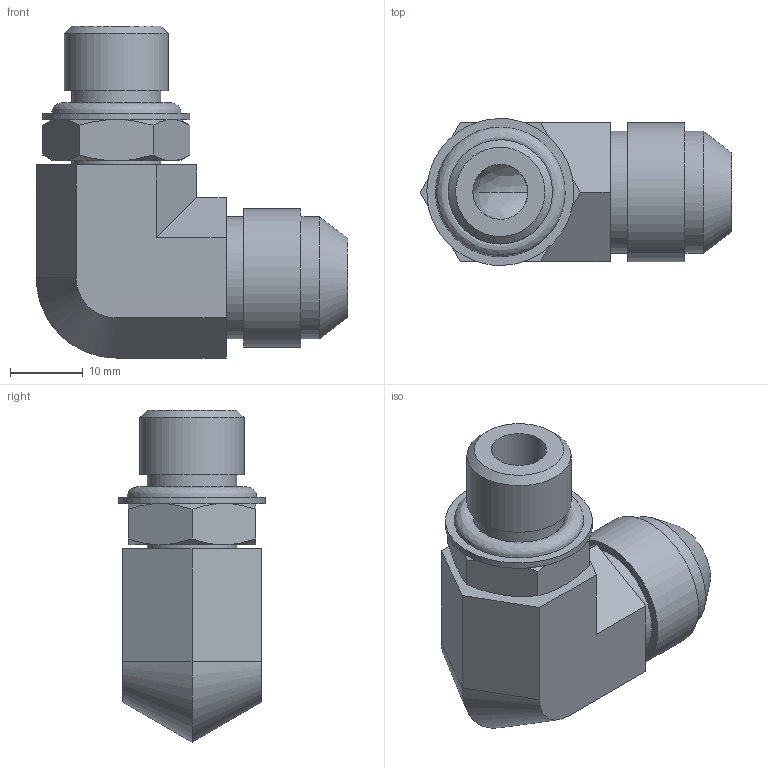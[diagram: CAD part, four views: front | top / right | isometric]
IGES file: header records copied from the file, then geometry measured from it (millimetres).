
Global section: file name: 8-6_C5OX-S; native system: Autodesk Inventor 2016; preprocessor: unknown; author: ta29392; date: 20170823.112330; units: inch
Bounding box: 42.75 x 20.17 x 45.54 mm (x, y, z)
Volume: 13203.8 mm3; surface area: 6580.2 mm2
Topology: 1 solids, 1 shells, 56 faces, 126 edges, 80 vertices
Faces by surface type: bspline 56
